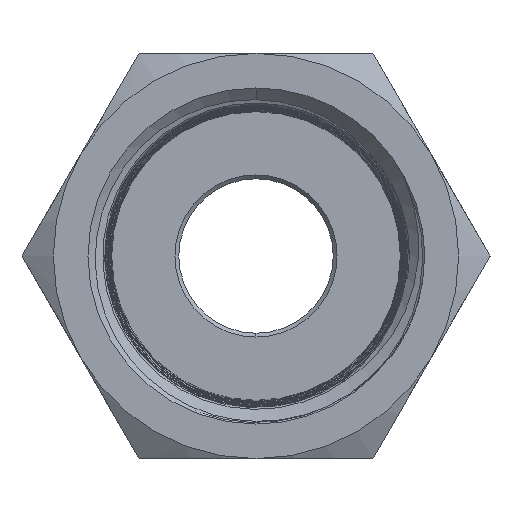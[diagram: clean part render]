
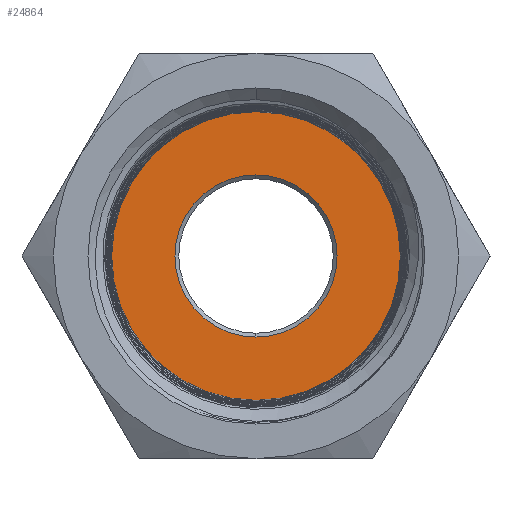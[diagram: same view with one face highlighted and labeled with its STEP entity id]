
A CAD part, front view. The second image highlights one B-rep face of the part: STEP entity #24864.
In plain terms, the highlighted planar face has unit normal (0, -1, 0).
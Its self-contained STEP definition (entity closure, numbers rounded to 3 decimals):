
#1539 = FACE_BOUND ( 'NONE', #29513, .T. ) ;
#4580 = AXIS2_PLACEMENT_3D ( 'NONE', #20815, #46349, #24480 ) ;
#10312 = CARTESIAN_POINT ( 'NONE',  ( 0., -7.7, -4.2 ) ) ;
#11827 = DIRECTION ( 'NONE',  ( 0., -1., 0. ) ) ;
#12173 = ORIENTED_EDGE ( 'NONE', *, *, #22860, .T. ) ;
#12689 = VERTEX_POINT ( 'NONE', #18315 ) ;
#14277 = ORIENTED_EDGE ( 'NONE', *, *, #32981, .T. ) ;
#16085 = AXIS2_PLACEMENT_3D ( 'NONE', #42865, #20988, #46529 ) ;
#16662 = PLANE ( 'NONE',  #4580 ) ;
#17692 = CARTESIAN_POINT ( 'NONE',  ( 0., -7.7, 0. ) ) ;
#17713 = DIRECTION ( 'NONE',  ( 0., -1., 0. ) ) ;
#18315 = CARTESIAN_POINT ( 'NONE',  ( 0., -7.7, 7.475 ) ) ;
#20815 = CARTESIAN_POINT ( 'NONE',  ( 0., -7.7, 0. ) ) ;
#20945 = FACE_OUTER_BOUND ( 'NONE', #34890, .T. ) ;
#20988 = DIRECTION ( 'NONE',  ( 0., 1., 0. ) ) ;
#21360 = DIRECTION ( 'NONE',  ( 0., 0., -1. ) ) ;
#22860 = EDGE_CURVE ( 'NONE', #12689, #28252, #47337, .T. ) ;
#23599 = CARTESIAN_POINT ( 'NONE',  ( 0., -7.7, 4.2 ) ) ;
#24047 = VERTEX_POINT ( 'NONE', #23599 ) ;
#24480 = DIRECTION ( 'NONE',  ( 0., 0., -1. ) ) ;
#24864 = ADVANCED_FACE ( 'NONE', ( #1539, #20945 ), #16662, .T. ) ;
#24952 = VERTEX_POINT ( 'NONE', #10312 ) ;
#26488 = CIRCLE ( 'NONE', #43359, 4.2 ) ;
#28252 = VERTEX_POINT ( 'NONE', #42026 ) ;
#29513 = EDGE_LOOP ( 'NONE', ( #14277, #43588 ) ) ;
#31596 = EDGE_CURVE ( 'NONE', #24047, #24952, #37479, .T. ) ;
#32981 = EDGE_CURVE ( 'NONE', #24952, #24047, #26488, .T. ) ;
#33644 = CARTESIAN_POINT ( 'NONE',  ( 0., -7.7, 0. ) ) ;
#34890 = EDGE_LOOP ( 'NONE', ( #40209, #12173 ) ) ;
#37357 = DIRECTION ( 'NONE',  ( 0., 0., -1. ) ) ;
#37479 = CIRCLE ( 'NONE', #16085, 4.2 ) ;
#39589 = CARTESIAN_POINT ( 'NONE',  ( 0., -7.7, 0. ) ) ;
#39670 = AXIS2_PLACEMENT_3D ( 'NONE', #39589, #17713, #43253 ) ;
#40209 = ORIENTED_EDGE ( 'NONE', *, *, #46699, .T. ) ;
#42026 = CARTESIAN_POINT ( 'NONE',  ( 0., -7.7, -7.475 ) ) ;
#42865 = CARTESIAN_POINT ( 'NONE',  ( 0., -7.7, 0. ) ) ;
#43234 = DIRECTION ( 'NONE',  ( 0., 1., 0. ) ) ;
#43253 = DIRECTION ( 'NONE',  ( 0., 0., -1. ) ) ;
#43359 = AXIS2_PLACEMENT_3D ( 'NONE', #17692, #43234, #21360 ) ;
#43588 = ORIENTED_EDGE ( 'NONE', *, *, #31596, .T. ) ;
#43789 = AXIS2_PLACEMENT_3D ( 'NONE', #33644, #11827, #37357 ) ;
#43927 = CIRCLE ( 'NONE', #43789, 7.475 ) ;
#46349 = DIRECTION ( 'NONE',  ( 0., -1., 0. ) ) ;
#46529 = DIRECTION ( 'NONE',  ( 0., 0., -1. ) ) ;
#46699 = EDGE_CURVE ( 'NONE', #28252, #12689, #43927, .T. ) ;
#47337 = CIRCLE ( 'NONE', #39670, 7.475 ) ;
